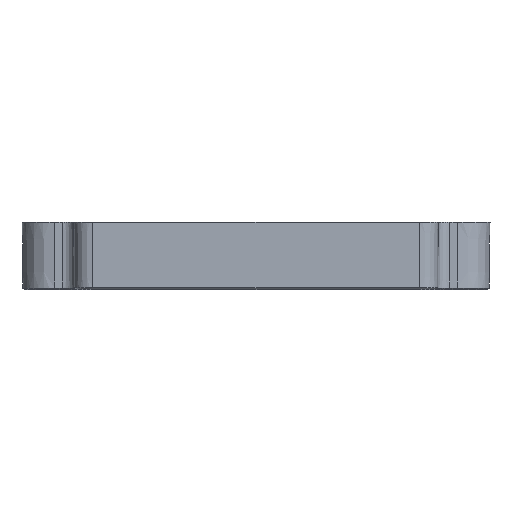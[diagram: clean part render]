
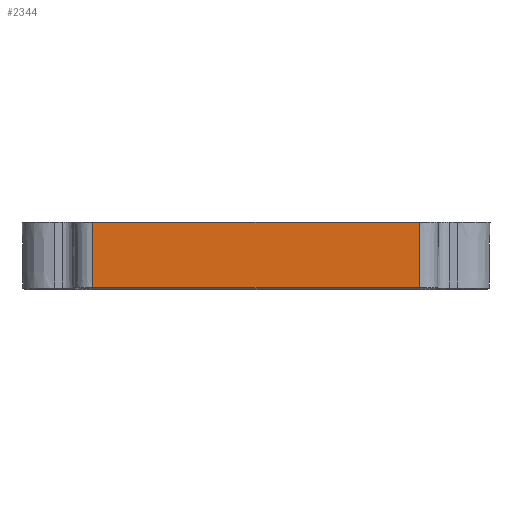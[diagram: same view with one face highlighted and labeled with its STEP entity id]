
A CAD part, top view. The second image highlights one B-rep face of the part: STEP entity #2344.
In plain terms, the highlighted planar face has unit normal (0, -0.009, 1).
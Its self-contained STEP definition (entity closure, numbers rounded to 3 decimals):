
#93=DIRECTION('',(-1.,0.,0.));
#94=VECTOR('',#93,34.);
#95=CARTESIAN_POINT('',(-12.28,7.,
0.));
#96=LINE('',#95,#94);
#281=DIRECTION('',(0.,-1.,-0.009));
#282=VECTOR('',#281,6.85);
#283=CARTESIAN_POINT('',(-46.28,7.,
0.));
#284=LINE('',#283,#282);
#285=DIRECTION('',(1.,0.,0.));
#286=VECTOR('',#285,34.);
#287=CARTESIAN_POINT('',(-46.28,0.15,
-0.06));
#288=LINE('',#287,#286);
#302=DIRECTION('',(0.,1.,0.009));
#303=VECTOR('',#302,6.85);
#304=CARTESIAN_POINT('',(-12.28,0.15,
-0.06));
#305=LINE('',#304,#303);
#1696=CARTESIAN_POINT('',(-12.28,7.,0.));
#1697=VERTEX_POINT('',#1696);
#1698=CARTESIAN_POINT('',(-46.28,7.,
0.));
#1699=VERTEX_POINT('',#1698);
#1808=CARTESIAN_POINT('',(-46.28,0.15,
-0.06));
#1809=VERTEX_POINT('',#1808);
#1810=CARTESIAN_POINT('',(-12.28,0.15,
-0.06));
#1811=VERTEX_POINT('',#1810);
#2331=CARTESIAN_POINT('',(-12.28,7.,0.));
#2332=DIRECTION('',(0.,-0.009,1.));
#2333=DIRECTION('',(-1.,0.,0.));
#2334=AXIS2_PLACEMENT_3D('',#2331,#2332,#2333);
#2335=PLANE('',#2334);
#2337=ORIENTED_EDGE('',*,*,#2336,.F.);
#2338=ORIENTED_EDGE('',*,*,#2319,.F.);
#2339=ORIENTED_EDGE('',*,*,#2120,.F.);
#2341=ORIENTED_EDGE('',*,*,#2340,.F.);
#2342=EDGE_LOOP('',(#2337,#2338,#2339,#2341));
#2343=FACE_OUTER_BOUND('',#2342,.F.);
#2344=ADVANCED_FACE('',(#2343),#2335,.T.);
#2120=EDGE_CURVE('',#1697,#1699,#96,.T.);
#2319=EDGE_CURVE('',#1699,#1809,#284,.T.);
#2336=EDGE_CURVE('',#1809,#1811,#288,.T.);
#2340=EDGE_CURVE('',#1811,#1697,#305,.T.);
